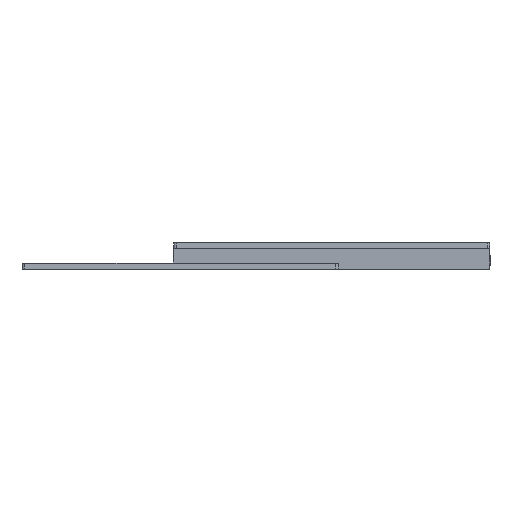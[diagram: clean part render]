
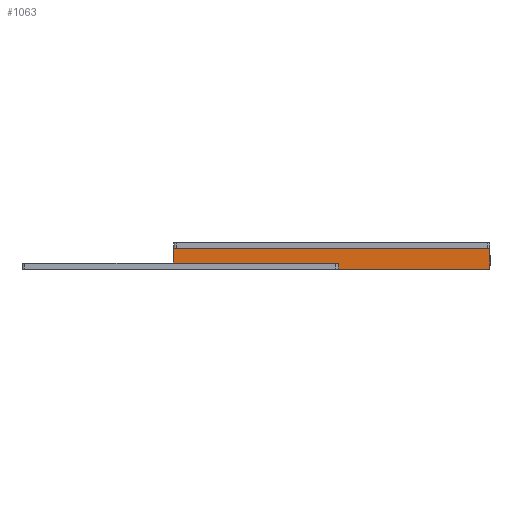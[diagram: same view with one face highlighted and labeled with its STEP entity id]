
A CAD part, left-side view. The second image highlights one B-rep face of the part: STEP entity #1063.
In plain terms, the highlighted planar face has unit normal (-1, 0.018, 0).
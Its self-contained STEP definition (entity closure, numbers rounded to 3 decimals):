
#1063 = ADVANCED_FACE( '', ( #1515 ), #1516, .T. );
#1515 = FACE_OUTER_BOUND( '', #2193, .T. );
#1516 = PLANE( '', #2194 );
#2193 = EDGE_LOOP( '', ( #3956, #3957, #3958, #3959 ) );
#2194 = AXIS2_PLACEMENT_3D( '', #3960, #3961, #3962 );
#3956 = ORIENTED_EDGE( '', *, *, #5692, .F. );
#3957 = ORIENTED_EDGE( '', *, *, #5693, .F. );
#3958 = ORIENTED_EDGE( '', *, *, #5694, .T. );
#3959 = ORIENTED_EDGE( '', *, *, #5695, .T. );
#3960 = CARTESIAN_POINT( '', ( -2.007, -115., 15. ) );
#3961 = DIRECTION( '', ( -1., 0.017, 0. ) );
#3962 = DIRECTION( '', ( -0.017, -1., 0. ) );
#5692 = EDGE_CURVE( '', #6717, #6718, #6719, .T. );
#5693 = EDGE_CURVE( '', #6720, #6717, #6721, .T. );
#5694 = EDGE_CURVE( '', #6720, #6722, #6723, .T. );
#5695 = EDGE_CURVE( '', #6722, #6718, #6724, .T. );
#6717 = VERTEX_POINT( '', #9109 );
#6718 = VERTEX_POINT( '', #9110 );
#6719 = LINE( '', #9111, #9112 );
#6720 = VERTEX_POINT( '', #9113 );
#6721 = LINE( '', #9114, #9115 );
#6722 = VERTEX_POINT( '', #9116 );
#6723 = LINE( '', #9117, #9118 );
#6724 = LINE( '', #9119, #9120 );
#9109 = CARTESIAN_POINT( '', ( -2.007, -115., 0. ) );
#9110 = CARTESIAN_POINT( '', ( 2.007, 115., 0. ) );
#9111 = CARTESIAN_POINT( '', ( -2.007, -115., 0. ) );
#9112 = VECTOR( '', #10306, 1000. );
#9113 = CARTESIAN_POINT( '', ( -2.007, -115., 15. ) );
#9114 = CARTESIAN_POINT( '', ( -2.007, -115., 15. ) );
#9115 = VECTOR( '', #10307, 1000. );
#9116 = CARTESIAN_POINT( '', ( 2.007, 115., 15. ) );
#9117 = CARTESIAN_POINT( '', ( -2.007, -115., 15. ) );
#9118 = VECTOR( '', #10308, 1000. );
#9119 = CARTESIAN_POINT( '', ( 2.007, 115., 15. ) );
#9120 = VECTOR( '', #10309, 1000. );
#10306 = DIRECTION( '', ( 0.017, 1., 0. ) );
#10307 = DIRECTION( '', ( 0., 0., -1. ) );
#10308 = DIRECTION( '', ( 0.017, 1., 0. ) );
#10309 = DIRECTION( '', ( 0., 0., -1. ) );
